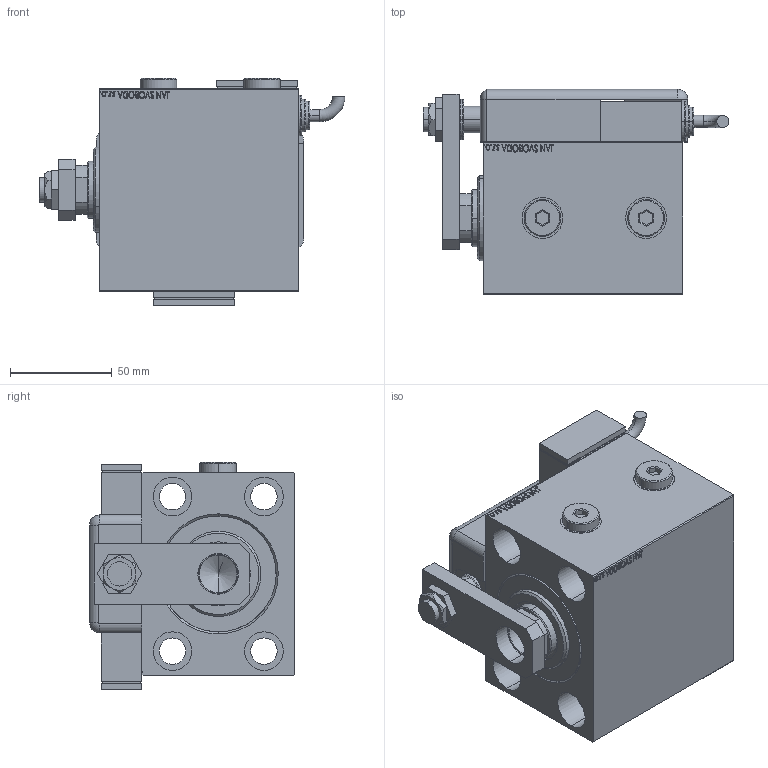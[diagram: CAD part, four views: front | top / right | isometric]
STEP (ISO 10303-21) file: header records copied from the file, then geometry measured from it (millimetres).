
FILE_DESCRIPTION (( 'STEP AP203' ), '1' );
FILE_NAME ('2e52.STEP', '2024-12-08T09:16:57', ( '' ), ( '' ), 'SwSTEP 2.0', 'SolidWorks 2019', '' );
FILE_SCHEMA (( 'CONFIG_CONTROL_DESIGN' ));
Length unit declared in the file: millimetre
Products named in the file (14): ZARAZKA_Q b42338f7ea3ce885af34741bc93ddaa7; SWITCH_Q_FRONT_BACK b42338f7ea3ce885af34741bc93ddaa7; SWITCH DIM A_G b42338f7ea3ce885af34741bc93ddaa7; NUT_D13 b42338f7ea3ce885af34741bc93ddaa7; KRYT b42338f7ea3ce885af34741bc93ddaa7; NUT_D19 b42338f7ea3ce885af34741bc93ddaa7; Zatka_OIL_PORT b42338f7ea3ce885af34741bc93ddaa7; 2e52; V450CM_C_Body b42338f7ea3ce885af34741bc93ddaa7; MAGNETIC SWITCH Q b42338f7ea3ce885af34741bc93ddaa7; V450CM_VC_B b42338f7ea3ce885af34741bc93ddaa7; V450CM_C_VCP b42338f7ea3ce885af34741bc93ddaa7; SWITCH Q b42338f7ea3ce885af34741bc93ddaa7; TYC b42338f7ea3ce885af34741bc93ddaa7
Assembly tree (15 placements, depth 3):
  2e52
    V450CM_C_Body b42338f7ea3ce885af34741bc93ddaa7
    V450CM_C_VCP b42338f7ea3ce885af34741bc93ddaa7
    V450CM_VC_B b42338f7ea3ce885af34741bc93ddaa7
    MAGNETIC SWITCH Q b42338f7ea3ce885af34741bc93ddaa7
      SWITCH_Q_FRONT_BACK b42338f7ea3ce885af34741bc93ddaa7
      TYC b42338f7ea3ce885af34741bc93ddaa7
      ZARAZKA_Q b42338f7ea3ce885af34741bc93ddaa7
      SWITCH DIM A_G b42338f7ea3ce885af34741bc93ddaa7
      NUT_D19 b42338f7ea3ce885af34741bc93ddaa7
      NUT_D13 b42338f7ea3ce885af34741bc93ddaa7
      KRYT b42338f7ea3ce885af34741bc93ddaa7
      SWITCH Q b42338f7ea3ce885af34741bc93ddaa7  x2
    Zatka_OIL_PORT b42338f7ea3ce885af34741bc93ddaa7  x2
Bounding box: 150.46 x 100.8 x 111.9 mm (x, y, z)
Volume: 770830.8 mm3; surface area: 162778.6 mm2
Topology: 15 solids, 15 shells, 1303 faces, 3286 edges, 2163 vertices
Faces by surface type: plane 649, bspline 471, cylinder 133, cone 26, torus 22, sphere 2
Entity records: 61098 total; most frequent: CARTESIAN_POINT 32513, ORIENTED_EDGE 6296, DIRECTION 4060, EDGE_CURVE 3148, VERTEX_POINT 2079, LINE 1876, VECTOR 1876, EDGE_LOOP 1425
